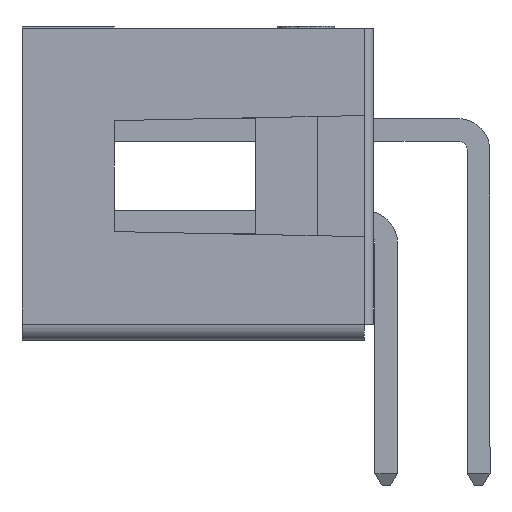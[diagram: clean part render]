
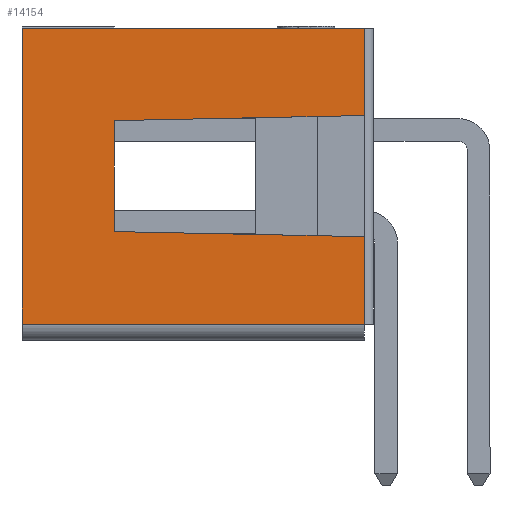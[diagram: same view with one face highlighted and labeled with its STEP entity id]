
A CAD part, left-side view. The second image highlights one B-rep face of the part: STEP entity #14154.
In plain terms, the highlighted planar face has unit normal (-1, 0, 0).
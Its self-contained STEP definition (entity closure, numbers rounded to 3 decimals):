
#12429=CARTESIAN_POINT('',(-12.479,8.646,2.997));
#12430=VERTEX_POINT('',#12429);
#12438=CARTESIAN_POINT('',(-12.479,1.788,2.857));
#12439=VERTEX_POINT('',#12438);
#12440=CARTESIAN_POINT('',(-12.479,1.788,2.857));
#12441=CARTESIAN_POINT('',(-12.479,4.074,2.904));
#12442=CARTESIAN_POINT('',(-12.479,6.36,2.951));
#12443=CARTESIAN_POINT('',(-12.479,8.646,2.997));
#12444=QUASI_UNIFORM_CURVE('',3,(#12440,#12441,#12442,#12443),.UNSPECIFIED.,.F.,.U.);
#12445=EDGE_CURVE('',#12439,#12430,#12444,.T.);
#12463=CARTESIAN_POINT('',(-12.479,8.646,6.045));
#12464=VERTEX_POINT('',#12463);
#12465=CARTESIAN_POINT('',(-12.479,8.646,2.997));
#12466=CARTESIAN_POINT('',(-12.479,8.646,4.013));
#12467=CARTESIAN_POINT('',(-12.479,8.646,5.029));
#12468=CARTESIAN_POINT('',(-12.479,8.646,6.045));
#12469=QUASI_UNIFORM_CURVE('',3,(#12465,#12466,#12467,#12468),.UNSPECIFIED.,.F.,.U.);
#12470=EDGE_CURVE('',#12430,#12464,#12469,.T.);
#12498=CARTESIAN_POINT('',(-12.479,1.788,6.185));
#12499=VERTEX_POINT('',#12498);
#12507=CARTESIAN_POINT('',(-12.479,8.646,6.045));
#12508=CARTESIAN_POINT('',(-12.479,6.36,6.092));
#12509=CARTESIAN_POINT('',(-12.479,4.074,6.138));
#12510=CARTESIAN_POINT('',(-12.479,1.788,6.185));
#12511=QUASI_UNIFORM_CURVE('',3,(#12507,#12508,#12509,#12510),.UNSPECIFIED.,.F.,.U.);
#12512=EDGE_CURVE('',#12464,#12499,#12511,.T.);
#12796=CARTESIAN_POINT('',(-12.479,1.788,0.457));
#12797=VERTEX_POINT('',#12796);
#12805=CARTESIAN_POINT('',(-12.479,11.186,0.457));
#12806=VERTEX_POINT('',#12805);
#12807=CARTESIAN_POINT('',(-12.479,11.186,0.457));
#12808=CARTESIAN_POINT('',(-12.479,8.054,0.457));
#12809=CARTESIAN_POINT('',(-12.479,4.921,0.457));
#12810=CARTESIAN_POINT('',(-12.479,1.788,0.457));
#12811=QUASI_UNIFORM_CURVE('',3,(#12807,#12808,#12809,#12810),.UNSPECIFIED.,.F.,.U.);
#12812=EDGE_CURVE('',#12806,#12797,#12811,.T.);
#14094=CARTESIAN_POINT('',(-12.479,1.788,8.585));
#14095=VERTEX_POINT('',#14094);
#14103=CARTESIAN_POINT('',(-12.479,1.788,6.185));
#14104=CARTESIAN_POINT('',(-12.479,1.788,6.985));
#14105=CARTESIAN_POINT('',(-12.479,1.788,7.785));
#14106=CARTESIAN_POINT('',(-12.479,1.788,8.585));
#14107=QUASI_UNIFORM_CURVE('',3,(#14103,#14104,#14105,#14106),.UNSPECIFIED.,.F.,.U.);
#14108=EDGE_CURVE('',#12499,#14095,#14107,.T.);
#14113=CARTESIAN_POINT('',(-12.479,1.788,0.457));
#14114=CARTESIAN_POINT('',(-12.479,1.788,1.257));
#14115=CARTESIAN_POINT('',(-12.479,1.788,2.057));
#14116=CARTESIAN_POINT('',(-12.479,1.788,2.857));
#14117=QUASI_UNIFORM_CURVE('',3,(#14113,#14114,#14115,#14116),.UNSPECIFIED.,.F.,.U.);
#14118=EDGE_CURVE('',#12797,#12439,#14117,.T.);
#14125=CARTESIAN_POINT('',(-12.479,1.318,0.051));
#14126=DIRECTION('',(-1.0,0.0,0.0));
#14127=DIRECTION('',(0.0,-1.0,0.0));
#14128=AXIS2_PLACEMENT_3D('',#14125,#14126,#14127);
#14129=PLANE('',#14128);
#14130=ORIENTED_EDGE('',*,*,#12512,.T.);
#14131=ORIENTED_EDGE('',*,*,#14108,.T.);
#14132=CARTESIAN_POINT('',(-12.479,11.186,8.585));
#14133=VERTEX_POINT('',#14132);
#14134=CARTESIAN_POINT('',(-12.479,1.788,8.585));
#14135=CARTESIAN_POINT('',(-12.479,4.921,8.585));
#14136=CARTESIAN_POINT('',(-12.479,8.054,8.585));
#14137=CARTESIAN_POINT('',(-12.479,11.186,8.585));
#14138=QUASI_UNIFORM_CURVE('',3,(#14134,#14135,#14136,#14137),.UNSPECIFIED.,.F.,.U.);
#14139=EDGE_CURVE('',#14095,#14133,#14138,.T.);
#14140=ORIENTED_EDGE('',*,*,#14139,.T.);
#14141=CARTESIAN_POINT('',(-12.479,11.186,0.457));
#14142=CARTESIAN_POINT('',(-12.479,11.186,3.167));
#14143=CARTESIAN_POINT('',(-12.479,11.186,5.876));
#14144=CARTESIAN_POINT('',(-12.479,11.186,8.585));
#14145=QUASI_UNIFORM_CURVE('',3,(#14141,#14142,#14143,#14144),.UNSPECIFIED.,.F.,.U.);
#14146=EDGE_CURVE('',#12806,#14133,#14145,.T.);
#14147=ORIENTED_EDGE('',*,*,#14146,.F.);
#14148=ORIENTED_EDGE('',*,*,#12812,.T.);
#14149=ORIENTED_EDGE('',*,*,#14118,.T.);
#14150=ORIENTED_EDGE('',*,*,#12445,.T.);
#14151=ORIENTED_EDGE('',*,*,#12470,.T.);
#14152=EDGE_LOOP('',(#14130,#14131,#14140,#14147,#14148,#14149,#14150,#14151));
#14153=FACE_OUTER_BOUND('',#14152,.T.);
#14154=ADVANCED_FACE('',(#14153),#14129,.T.);
